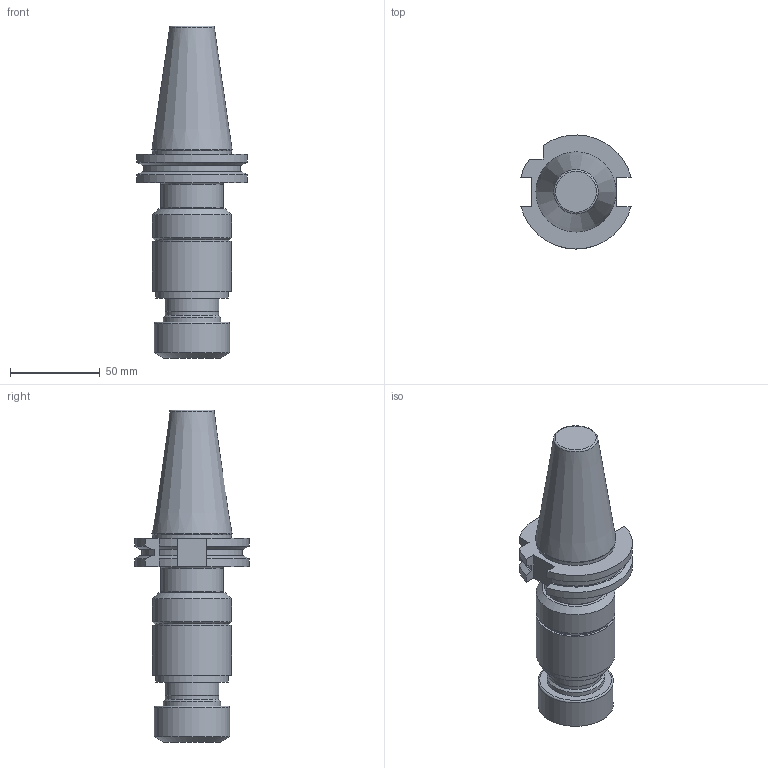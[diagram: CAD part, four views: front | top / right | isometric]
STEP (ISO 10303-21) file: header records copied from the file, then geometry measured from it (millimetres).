
FILE_DESCRIPTION(/* description */ (''),/* implementation_level */ '2;1');
FILE_NAME(/* name */ '1525686504558.stp',/* time_stamp */ '2018-05-07T11:48:43+02:00',/* author */ (''),/* organization */ ('SMS'),/* preprocessor_version */ 'ST-DEVELOPER v15',/* originating_system */ 'SIEMENS PLM Software NX 8.5',/* authorisation */ '');
FILE_SCHEMA (('AUTOMOTIVE_DESIGN { 1 0 10303 214 3 1 1 1 }'));
Length unit declared in the file: millimetre
Products named in the file (1): 201634749mod000_00
Bounding box: 61.4 x 63.49 x 184.85 mm (x, y, z)
Volume: 237165.7 mm3; surface area: 31269.4 mm2
Topology: 1 solids, 1 shells, 60 faces, 141 edges, 94 vertices
Faces by surface type: plane 24, cylinder 19, cone 14, torus 3
Full cylindrical faces by diameter (mm): 29.591 x1, 29.997 x1, 31.979 x1, 34.6 x1, 40.4 x1, 41.45 x1, 42 x1, 44 x3
Entity records: 1678 total; most frequent: CARTESIAN_POINT 318, DIRECTION 285, ORIENTED_EDGE 232, AXIS2_PLACEMENT_3D 117, EDGE_CURVE 116, EDGE_LOOP 89, VERTEX_POINT 87, ADVANCED_FACE 60
